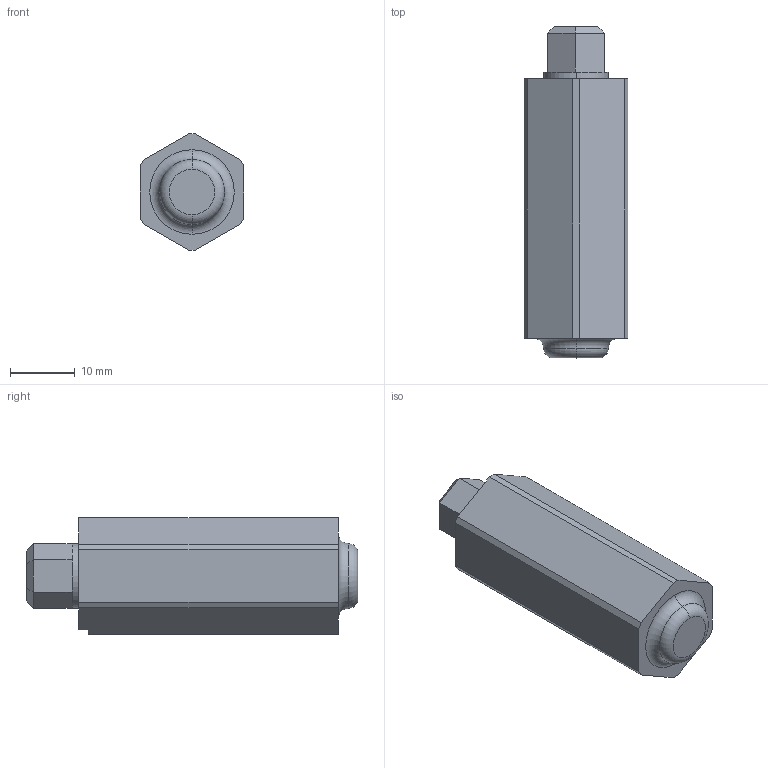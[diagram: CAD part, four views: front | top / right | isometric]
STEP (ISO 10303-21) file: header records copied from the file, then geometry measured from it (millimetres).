
FILE_DESCRIPTION (( 'STEP AP203' ), '1' );
FILE_NAME ('sone3D.STEP', '2014-03-06T02:15:22', ( '' ), ( '' ), 'SwSTEP 2.0', 'SolidWorks 2012', '' );
FILE_SCHEMA (( 'CONFIG_CONTROL_DESIGN' ));
Length unit declared in the file: millimetre
Products named in the file (3): B-879-1-R-20K僴僂僕儞僌_; B-879-1-R-20K僔儍僼僩_; sone3D
Assembly tree (2 placements, depth 2):
  sone3D
    B-879-1-R-20K僴僂僕儞僌_
    B-879-1-R-20K僔儍僼僩_
Bounding box: 16 x 51.1 x 17.88 mm (x, y, z)
Volume: 9585.9 mm3; surface area: 3557.1 mm2
Topology: 2 solids, 2 shells, 67 faces, 157 edges, 98 vertices
Faces by surface type: plane 51, bspline 8, cylinder 4, torus 4
Entity records: 2436 total; most frequent: CARTESIAN_POINT 639, ORIENTED_EDGE 314, DIRECTION 293, EDGE_CURVE 157, LINE 117, VECTOR 117, VERTEX_POINT 98, AXIS2_PLACEMENT_3D 88
